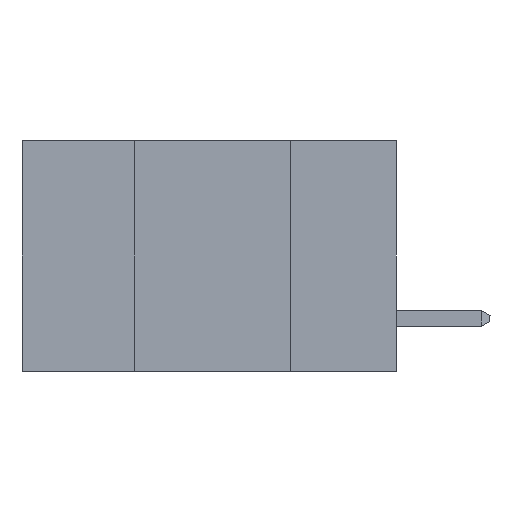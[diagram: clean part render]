
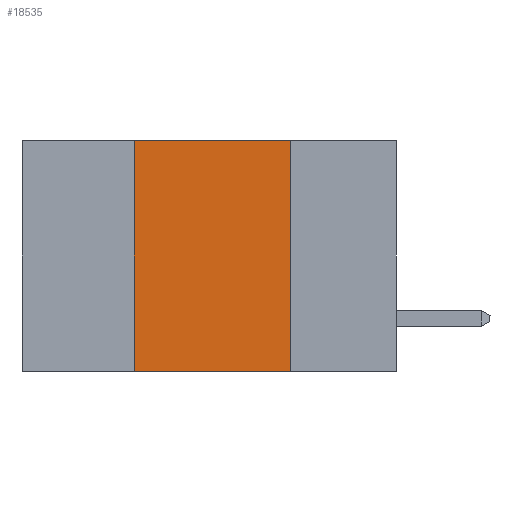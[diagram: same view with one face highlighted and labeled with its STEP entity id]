
A CAD part, left-side view. The second image highlights one B-rep face of the part: STEP entity #18535.
In plain terms, the highlighted planar face has unit normal (-1, 0, 0).
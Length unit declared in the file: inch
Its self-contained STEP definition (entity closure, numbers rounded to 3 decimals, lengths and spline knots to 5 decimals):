
#82 = VERTEX_POINT ( 'NONE', #8118 ) ;
#256 = LINE ( 'NONE', #17541, #15252 ) ;
#594 = LINE ( 'NONE', #5711, #2759 ) ;
#934 = CARTESIAN_POINT ( 'NONE',  ( 0., 0.6, -0.37 ) ) ;
#2626 = DIRECTION ( 'NONE',  ( 0., -1., 0. ) ) ;
#2759 = VECTOR ( 'NONE', #11162, 39.37008 ) ;
#3193 = VERTEX_POINT ( 'NONE', #8761 ) ;
#4836 = VECTOR ( 'NONE', #5283, 39.37008 ) ;
#5283 = DIRECTION ( 'NONE',  ( 0., -1., 0. ) ) ;
#5711 = CARTESIAN_POINT ( 'NONE',  ( 0., 0.17, -0.37 ) ) ;
#7048 = AXIS2_PLACEMENT_3D ( 'NONE', #20551, #12023, #9035 ) ;
#7547 = PLANE ( 'NONE',  #7048 ) ;
#8118 = CARTESIAN_POINT ( 'NONE',  ( 0., 0.17, 0. ) ) ;
#8673 = DIRECTION ( 'NONE',  ( 0., 0., 1. ) ) ;
#8761 = CARTESIAN_POINT ( 'NONE',  ( 0., 0.42, 0. ) ) ;
#9035 = DIRECTION ( 'NONE',  ( 0., 0., -1. ) ) ;
#9856 = ORIENTED_EDGE ( 'NONE', *, *, #9991, .T. ) ;
#9991 = EDGE_CURVE ( 'NONE', #18860, #18797, #13090, .T. ) ;
#10007 = EDGE_CURVE ( 'NONE', #82, #18797, #594, .T. ) ;
#11162 = DIRECTION ( 'NONE',  ( 0., 0., -1. ) ) ;
#11377 = ORIENTED_EDGE ( 'NONE', *, *, #10007, .F. ) ;
#11540 = EDGE_CURVE ( 'NONE', #18860, #3193, #256, .T. ) ;
#12023 = DIRECTION ( 'NONE',  ( 1., 0., 0. ) ) ;
#12326 = CARTESIAN_POINT ( 'NONE',  ( 0., 0.6, 0. ) ) ;
#13090 = LINE ( 'NONE', #934, #19467 ) ;
#13738 = FACE_OUTER_BOUND ( 'NONE', #18155, .T. ) ;
#15252 = VECTOR ( 'NONE', #8673, 39.37008 ) ;
#17247 = EDGE_CURVE ( 'NONE', #3193, #82, #20840, .T. ) ;
#17541 = CARTESIAN_POINT ( 'NONE',  ( 0., 0.42, -0.37 ) ) ;
#18155 = EDGE_LOOP ( 'NONE', ( #11377, #20795, #22071, #9856 ) ) ;
#18535 = ADVANCED_FACE ( 'NONE', ( #13738 ), #7547, .F. ) ;
#18797 = VERTEX_POINT ( 'NONE', #22304 ) ;
#18860 = VERTEX_POINT ( 'NONE', #20383 ) ;
#19467 = VECTOR ( 'NONE', #2626, 39.37008 ) ;
#20383 = CARTESIAN_POINT ( 'NONE',  ( 0., 0.42, -0.37 ) ) ;
#20551 = CARTESIAN_POINT ( 'NONE',  ( 0., 0.6, 0. ) ) ;
#20795 = ORIENTED_EDGE ( 'NONE', *, *, #17247, .F. ) ;
#20840 = LINE ( 'NONE', #12326, #4836 ) ;
#22071 = ORIENTED_EDGE ( 'NONE', *, *, #11540, .F. ) ;
#22304 = CARTESIAN_POINT ( 'NONE',  ( 0., 0.17, -0.37 ) ) ;
